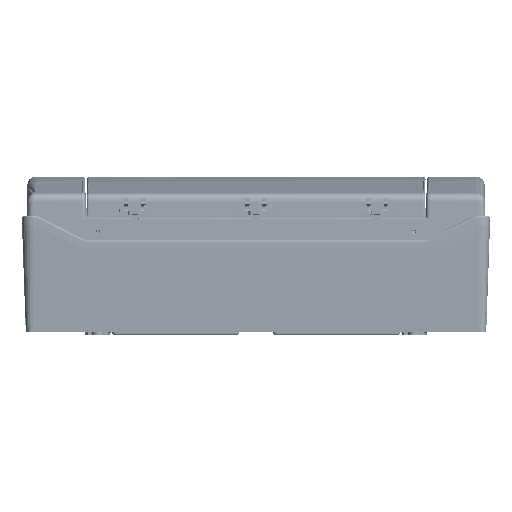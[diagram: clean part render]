
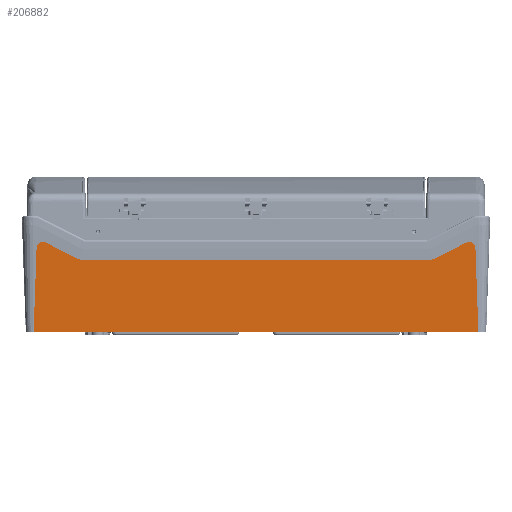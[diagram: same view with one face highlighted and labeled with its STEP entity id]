
A CAD part, left-side view. The second image highlights one B-rep face of the part: STEP entity #206882.
In plain terms, the highlighted planar face has unit normal (-0.999, 0, -0.035).
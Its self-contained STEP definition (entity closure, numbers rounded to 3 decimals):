
#181504=DIRECTION('',(-0.035,0.035,0.999));
#181505=VECTOR('',#181504,78.27);
#181506=CARTESIAN_POINT('',(1953.547,226.863,
0.));
#181507=LINE('',#181506,#181505);
#181508=DIRECTION('',(0.,-1.,0.));
#181509=VECTOR('',#181508,414.508);
#181510=CARTESIAN_POINT('',(1953.547,641.371,
0.));
#181511=LINE('',#181510,#181509);
#181512=DIRECTION('',(0.035,0.035,-0.999));
#181513=VECTOR('',#181512,78.27);
#181514=CARTESIAN_POINT('',(1950.817,638.64,
78.174));
#181515=LINE('',#181514,#181513);
#181516=CARTESIAN_POINT('',(1950.825,632.643,
77.965));
#181517=DIRECTION('',(-0.999,0.,
-0.035));
#181518=DIRECTION('',(-0.031,-0.45,0.892));
#181519=AXIS2_PLACEMENT_3D('',#181516,#181517,#181518);
#181521=DIRECTION('',(-0.016,0.893,0.45));
#181522=VECTOR('',#181521,32.839);
#181523=CARTESIAN_POINT('',(1951.153,600.617,
68.552));
#181524=LINE('',#181523,#181522);
#181525=CARTESIAN_POINT('',(1950.842,596.117,
77.477));
#181526=DIRECTION('',(0.999,0.,0.035));
#181527=DIRECTION('',(0.035,0.,
-0.999));
#181528=AXIS2_PLACEMENT_3D('',#181525,#181526,#181527);
#181530=CARTESIAN_POINT('',(1950.842,272.117,
77.477));
#181531=DIRECTION('',(0.999,0.,0.035));
#181532=DIRECTION('',(0.031,-0.45,-0.892));
#181533=AXIS2_PLACEMENT_3D('',#181530,#181531,#181532);
#181535=DIRECTION('',(0.016,0.893,-0.45));
#181536=VECTOR('',#181535,32.839);
#181537=CARTESIAN_POINT('',(1950.638,238.291,
83.32));
#181538=LINE('',#181537,#181536);
#181539=CARTESIAN_POINT('',(1950.825,235.591,
77.965));
#181540=DIRECTION('',(-0.999,0.,
-0.035));
#181541=DIRECTION('',(-0.001,-0.999,0.035));
#181542=AXIS2_PLACEMENT_3D('',#181539,#181540,#181541);
#181580=DIRECTION('',(0.,-1.,0.));
#181581=VECTOR('',#181580,324.);
#181582=CARTESIAN_POINT('',(1951.191,596.117,
67.483));
#181583=LINE('',#181582,#181581);
#204087=CARTESIAN_POINT('',(1950.817,638.64,
78.174));
#204089=VERTEX_POINT('',#204087);
#204090=CARTESIAN_POINT('',(1950.638,629.944,
83.32));
#204091=VERTEX_POINT('',#204090);
#204094=CARTESIAN_POINT('',(1951.153,600.617,
68.552));
#204095=VERTEX_POINT('',#204094);
#204098=CARTESIAN_POINT('',(1951.191,596.117,
67.483));
#204099=VERTEX_POINT('',#204098);
#204102=CARTESIAN_POINT('',(1951.191,272.117,
67.483));
#204103=VERTEX_POINT('',#204102);
#204106=CARTESIAN_POINT('',(1951.153,267.618,
68.552));
#204107=VERTEX_POINT('',#204106);
#204110=CARTESIAN_POINT('',(1950.638,238.291,
83.32));
#204111=VERTEX_POINT('',#204110);
#204114=CARTESIAN_POINT('',(1950.817,229.595,
78.174));
#204115=VERTEX_POINT('',#204114);
#204119=CARTESIAN_POINT('',(1953.547,226.863,
0.));
#204120=VERTEX_POINT('',#204119);
#204121=CARTESIAN_POINT('',(1953.547,641.371,
0.));
#204122=VERTEX_POINT('',#204121);
#206857=CARTESIAN_POINT('',(1952.081,434.117,
41.988));
#206858=DIRECTION('',(0.999,0.,0.035));
#206859=DIRECTION('',(0.,1.,0.));
#206860=AXIS2_PLACEMENT_3D('',#206857,#206858,#206859);
#206861=PLANE('',#206860);
#206863=ORIENTED_EDGE('',*,*,#206862,.F.);
#206864=ORIENTED_EDGE('',*,*,#205737,.F.);
#206865=ORIENTED_EDGE('',*,*,#206836,.F.);
#206867=ORIENTED_EDGE('',*,*,#206866,.F.);
#206869=ORIENTED_EDGE('',*,*,#206868,.F.);
#206871=ORIENTED_EDGE('',*,*,#206870,.F.);
#206873=ORIENTED_EDGE('',*,*,#206872,.T.);
#206875=ORIENTED_EDGE('',*,*,#206874,.F.);
#206877=ORIENTED_EDGE('',*,*,#206876,.F.);
#206879=ORIENTED_EDGE('',*,*,#206878,.F.);
#206880=EDGE_LOOP('',(#206863,#206864,#206865,#206867,#206869,#206871,#206873,
#206875,#206877,#206879));
#206881=FACE_OUTER_BOUND('',#206880,.F.);
#181520=CIRCLE('',#181519,6.);
#181529=CIRCLE('',#181528,10.);
#181534=CIRCLE('',#181533,10.);
#181543=CIRCLE('',#181542,6.);
#205737=EDGE_CURVE('',#204122,#204120,#181511,.T.);
#206836=EDGE_CURVE('',#204089,#204122,#181515,.T.);
#206862=EDGE_CURVE('',#204120,#204115,#181507,.T.);
#206866=EDGE_CURVE('',#204091,#204089,#181520,.T.);
#206868=EDGE_CURVE('',#204095,#204091,#181524,.T.);
#206870=EDGE_CURVE('',#204099,#204095,#181529,.T.);
#206872=EDGE_CURVE('',#204099,#204103,#181583,.T.);
#206874=EDGE_CURVE('',#204107,#204103,#181534,.T.);
#206876=EDGE_CURVE('',#204111,#204107,#181538,.T.);
#206878=EDGE_CURVE('',#204115,#204111,#181543,.T.);
#206882=ADVANCED_FACE('',(#206881),#206861,.F.);
